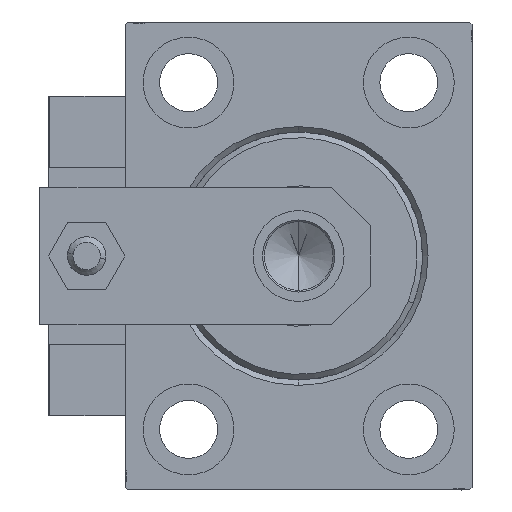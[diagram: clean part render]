
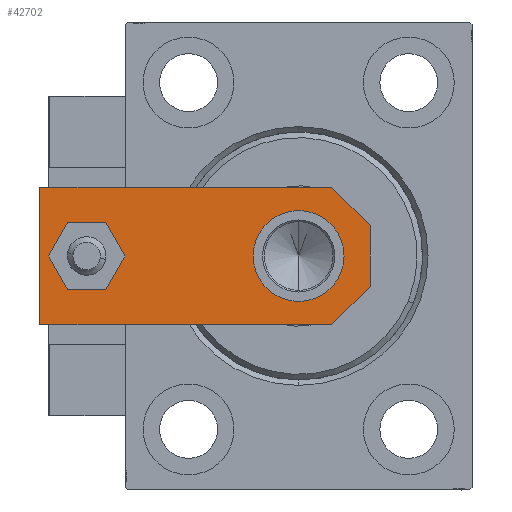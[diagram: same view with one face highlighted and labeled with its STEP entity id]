
A CAD part, left-side view. The second image highlights one B-rep face of the part: STEP entity #42702.
In plain terms, the highlighted face is planar.
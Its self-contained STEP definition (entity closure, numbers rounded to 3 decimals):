
#224 = VECTOR ( 'NONE', #13534, 1000. ) ;
#459 = EDGE_CURVE ( 'NONE', #6878, #17392, #19504, .T. ) ;
#601 = DIRECTION ( 'NONE',  ( 1., 0., 0. ) ) ;
#1049 = CARTESIAN_POINT ( 'NONE',  ( 5.5, 0., 6. ) ) ;
#1675 = DIRECTION ( 'NONE',  ( 0.707, -0.707, 0. ) ) ;
#3005 = CARTESIAN_POINT ( 'NONE',  ( 2.75, -2.75, 6. ) ) ;
#4999 = ORIENTED_EDGE ( 'NONE', *, *, #44970, .F. ) ;
#5226 = DIRECTION ( 'NONE',  ( 0., 0., 1. ) ) ;
#6878 = VERTEX_POINT ( 'NONE', #29075 ) ;
#7609 = EDGE_CURVE ( 'NONE', #11945, #7819, #15274, .T. ) ;
#7819 = VERTEX_POINT ( 'NONE', #9603 ) ;
#8931 = DIRECTION ( 'NONE',  ( 1., 0., 0. ) ) ;
#8952 = DIRECTION ( 'NONE',  ( 0., 0., 1. ) ) ;
#9165 = AXIS2_PLACEMENT_3D ( 'NONE', #32242, #36064, #13507 ) ;
#9603 = CARTESIAN_POINT ( 'NONE',  ( -8.25, 13., 6. ) ) ;
#9704 = FACE_OUTER_BOUND ( 'NONE', #38234, .T. ) ;
#10922 = ORIENTED_EDGE ( 'NONE', *, *, #459, .T. ) ;
#11665 = CARTESIAN_POINT ( 'NONE',  ( 0., 13., 6. ) ) ;
#11844 = EDGE_CURVE ( 'NONE', #17392, #12299, #24169, .T. ) ;
#11915 = ORIENTED_EDGE ( 'NONE', *, *, #37624, .T. ) ;
#11945 = VERTEX_POINT ( 'NONE', #12545 ) ;
#12299 = VERTEX_POINT ( 'NONE', #38344 ) ;
#12545 = CARTESIAN_POINT ( 'NONE',  ( 8.25, 13., 6. ) ) ;
#12817 = CARTESIAN_POINT ( 'NONE',  ( 0., 51.5, 6. ) ) ;
#12998 = DIRECTION ( 'NONE',  ( 1., 0., 0. ) ) ;
#13006 = PLANE ( 'NONE',  #9165 ) ;
#13170 = CIRCLE ( 'NONE', #46314, 4. ) ;
#13507 = DIRECTION ( 'NONE',  ( 1., 0., 0. ) ) ;
#13534 = DIRECTION ( 'NONE',  ( 0., 1., 0. ) ) ;
#13743 = CARTESIAN_POINT ( 'NONE',  ( 0., 51.5, 6. ) ) ;
#14974 = CARTESIAN_POINT ( 'NONE',  ( 12.5, 60., 6. ) ) ;
#15274 = CIRCLE ( 'NONE', #41948, 8.25 ) ;
#15333 = VECTOR ( 'NONE', #8931, 1000. ) ;
#15335 = DIRECTION ( 'NONE',  ( 0., -1., 0. ) ) ;
#16610 = DIRECTION ( 'NONE',  ( 1., 0., 0. ) ) ;
#17296 = FACE_BOUND ( 'NONE', #38391, .T. ) ;
#17392 = VERTEX_POINT ( 'NONE', #19752 ) ;
#17654 = EDGE_CURVE ( 'NONE', #26981, #25657, #38456, .T. ) ;
#19504 = LINE ( 'NONE', #14974, #38566 ) ;
#19752 = CARTESIAN_POINT ( 'NONE',  ( -12.5, 60., 6. ) ) ;
#20306 = ORIENTED_EDGE ( 'NONE', *, *, #25625, .F. ) ;
#21303 = EDGE_CURVE ( 'NONE', #25657, #6878, #44418, .T. ) ;
#21404 = CARTESIAN_POINT ( 'NONE',  ( 12.5, 7., 6. ) ) ;
#22785 = DIRECTION ( 'NONE',  ( 0., 0., 1. ) ) ;
#22907 = ORIENTED_EDGE ( 'NONE', *, *, #23159, .F. ) ;
#23074 = CARTESIAN_POINT ( 'NONE',  ( -5.5, 0., 6. ) ) ;
#23159 = EDGE_CURVE ( 'NONE', #7819, #11945, #35093, .T. ) ;
#23341 = VERTEX_POINT ( 'NONE', #36067 ) ;
#24103 = LINE ( 'NONE', #47418, #15333 ) ;
#24169 = LINE ( 'NONE', #43186, #35635 ) ;
#25208 = VERTEX_POINT ( 'NONE', #23074 ) ;
#25625 = EDGE_CURVE ( 'NONE', #23341, #50004, #41628, .T. ) ;
#25657 = VERTEX_POINT ( 'NONE', #21404 ) ;
#26426 = ORIENTED_EDGE ( 'NONE', *, *, #34896, .T. ) ;
#26981 = VERTEX_POINT ( 'NONE', #1049 ) ;
#29075 = CARTESIAN_POINT ( 'NONE',  ( 12.5, 60., 6. ) ) ;
#29211 = CARTESIAN_POINT ( 'NONE',  ( 12.5, 0., 6. ) ) ;
#30738 = CARTESIAN_POINT ( 'NONE',  ( 0., 13., 6. ) ) ;
#31484 = ORIENTED_EDGE ( 'NONE', *, *, #11844, .T. ) ;
#32242 = CARTESIAN_POINT ( 'NONE',  ( 0., 0., 6. ) ) ;
#33457 = AXIS2_PLACEMENT_3D ( 'NONE', #30738, #35316, #601 ) ;
#33495 = ORIENTED_EDGE ( 'NONE', *, *, #7609, .F. ) ;
#34153 = ORIENTED_EDGE ( 'NONE', *, *, #17654, .T. ) ;
#34896 = EDGE_CURVE ( 'NONE', #25208, #26981, #24103, .T. ) ;
#35093 = CIRCLE ( 'NONE', #33457, 8.25 ) ;
#35316 = DIRECTION ( 'NONE',  ( 0., 0., 1. ) ) ;
#35635 = VECTOR ( 'NONE', #15335, 1000. ) ;
#36064 = DIRECTION ( 'NONE',  ( 0., 0., 1. ) ) ;
#36067 = CARTESIAN_POINT ( 'NONE',  ( -4., 51.5, 6. ) ) ;
#37624 = EDGE_CURVE ( 'NONE', #12299, #25208, #47773, .T. ) ;
#37760 = DIRECTION ( 'NONE',  ( 1., 0., 0. ) ) ;
#37775 = DIRECTION ( 'NONE',  ( -1., 0., 0. ) ) ;
#38234 = EDGE_LOOP ( 'NONE', ( #31484, #11915, #26426, #34153, #49964, #10922 ) ) ;
#38344 = CARTESIAN_POINT ( 'NONE',  ( -12.5, 7., 6. ) ) ;
#38391 = EDGE_LOOP ( 'NONE', ( #20306, #4999 ) ) ;
#38456 = LINE ( 'NONE', #3005, #47806 ) ;
#38566 = VECTOR ( 'NONE', #37775, 1000. ) ;
#39993 = AXIS2_PLACEMENT_3D ( 'NONE', #12817, #5226, #16610 ) ;
#41628 = CIRCLE ( 'NONE', #39993, 4. ) ;
#41752 = DIRECTION ( 'NONE',  ( 0.707, 0.707, 0. ) ) ;
#41948 = AXIS2_PLACEMENT_3D ( 'NONE', #11665, #22785, #37760 ) ;
#42702 = ADVANCED_FACE ( 'NONE', ( #17296, #9704, #43898 ), #13006, .T. ) ;
#43186 = CARTESIAN_POINT ( 'NONE',  ( -12.5, 60., 6. ) ) ;
#43228 = CARTESIAN_POINT ( 'NONE',  ( -2.75, -2.75, 6. ) ) ;
#43898 = FACE_BOUND ( 'NONE', #45427, .T. ) ;
#44418 = LINE ( 'NONE', #29211, #224 ) ;
#44580 = VECTOR ( 'NONE', #1675, 1000. ) ;
#44970 = EDGE_CURVE ( 'NONE', #50004, #23341, #13170, .T. ) ;
#45427 = EDGE_LOOP ( 'NONE', ( #22907, #33495 ) ) ;
#46314 = AXIS2_PLACEMENT_3D ( 'NONE', #13743, #8952, #12998 ) ;
#47418 = CARTESIAN_POINT ( 'NONE',  ( -12.5, 0., 6. ) ) ;
#47773 = LINE ( 'NONE', #43228, #44580 ) ;
#47806 = VECTOR ( 'NONE', #41752, 1000. ) ;
#49819 = CARTESIAN_POINT ( 'NONE',  ( 4., 51.5, 6. ) ) ;
#49964 = ORIENTED_EDGE ( 'NONE', *, *, #21303, .T. ) ;
#50004 = VERTEX_POINT ( 'NONE', #49819 ) ;
